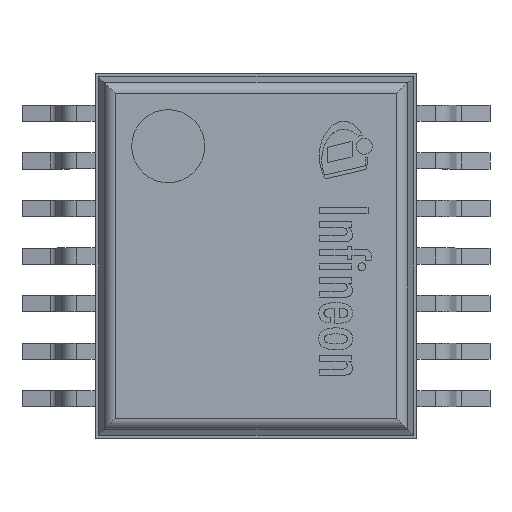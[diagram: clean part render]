
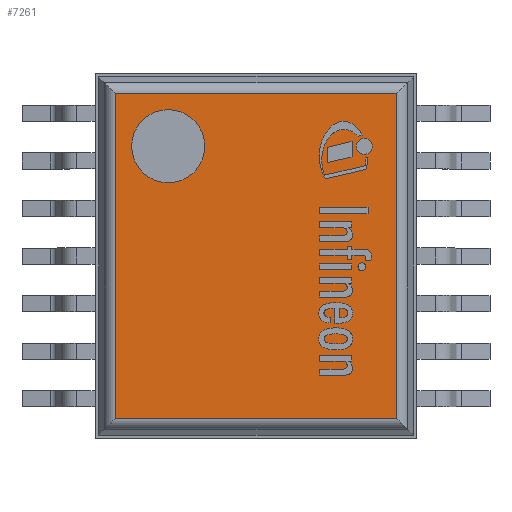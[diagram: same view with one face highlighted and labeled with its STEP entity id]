
A CAD part, top view. The second image highlights one B-rep face of the part: STEP entity #7261.
In plain terms, the highlighted planar face has unit normal (0, 0, 1).
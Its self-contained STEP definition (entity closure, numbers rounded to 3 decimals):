
#78=FACE_BOUND('',#1127,.T.);
#89=CIRCLE('',#7729,0.5);
#441=PLANE('',#7728);
#694=FACE_OUTER_BOUND('',#1126,.T.);
#1126=EDGE_LOOP('',(#4902,#4903,#4904,#4905));
#1127=EDGE_LOOP('',(#4906));
#1571=LINE('',#10833,#2310);
#1574=LINE('',#10843,#2313);
#1576=LINE('',#10849,#2315);
#1578=LINE('',#10853,#2317);
#2310=VECTOR('',#8512,1.);
#2313=VECTOR('',#8521,1.);
#2315=VECTOR('',#8527,1.);
#2317=VECTOR('',#8533,1.);
#3049=VERTEX_POINT('',#10831);
#3050=VERTEX_POINT('',#10832);
#3054=VERTEX_POINT('',#10842);
#3056=VERTEX_POINT('',#10848);
#3060=VERTEX_POINT('',#10865);
#3781=EDGE_CURVE('',#3049,#3050,#1571,.T.);
#3786=EDGE_CURVE('',#3050,#3054,#1574,.T.);
#3789=EDGE_CURVE('',#3054,#3056,#1576,.T.);
#3792=EDGE_CURVE('',#3056,#3049,#1578,.T.);
#3798=EDGE_CURVE('',#3060,#3060,#89,.T.);
#4902=ORIENTED_EDGE('',*,*,#3781,.F.);
#4903=ORIENTED_EDGE('',*,*,#3792,.F.);
#4904=ORIENTED_EDGE('',*,*,#3789,.F.);
#4905=ORIENTED_EDGE('',*,*,#3786,.F.);
#4906=ORIENTED_EDGE('',*,*,#3798,.T.);
#7261=ADVANCED_FACE('',(#694,#78),#441,.T.);
#7728=AXIS2_PLACEMENT_3D('',#10864,#8543,#8544);
#7729=AXIS2_PLACEMENT_3D('',#10866,#8545,#8546);
#8512=DIRECTION('',(-1.,0.,0.));
#8521=DIRECTION('',(0.,1.,0.));
#8527=DIRECTION('',(1.,0.,0.));
#8533=DIRECTION('',(0.,-1.,0.));
#8543=DIRECTION('center_axis',(0.,0.,1.));
#8544=DIRECTION('ref_axis',(0.,-1.,0.));
#8545=DIRECTION('center_axis',(0.,0.,-1.));
#8546=DIRECTION('ref_axis',(0.,-1.,0.));
#10831=CARTESIAN_POINT('',(1.924,-2.224,1.1));
#10832=CARTESIAN_POINT('',(-1.924,-2.224,1.1));
#10833=CARTESIAN_POINT('',(1.075,-2.224,1.1));
#10842=CARTESIAN_POINT('',(-1.924,2.224,1.1));
#10843=CARTESIAN_POINT('',(-1.924,-1.225,1.1));
#10848=CARTESIAN_POINT('',(1.924,2.224,1.1));
#10849=CARTESIAN_POINT('',(-1.075,2.224,1.1));
#10853=CARTESIAN_POINT('',(1.924,1.225,1.1));
#10864=CARTESIAN_POINT('Origin',(0.,0.,
1.1));
#10865=CARTESIAN_POINT('',(-1.2,1.,1.1));
#10866=CARTESIAN_POINT('Origin',(-1.2,1.5,1.1));
